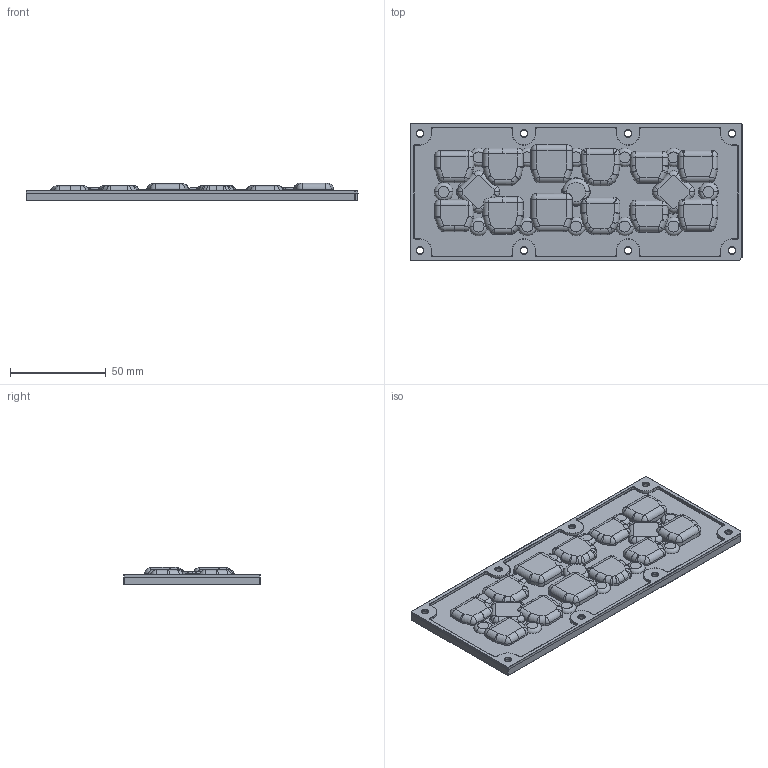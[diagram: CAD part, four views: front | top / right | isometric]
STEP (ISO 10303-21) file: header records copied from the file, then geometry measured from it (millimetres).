
FILE_DESCRIPTION (( 'STEP AP214' ), '1' );
FILE_NAME ('ﾃﾗ-AMT-ST-173x70-5050(12)-ﾒ2ﾌ-R.STEP', '2023-01-12T11:21:20', ( '' ), ( '' ), 'SwSTEP 2.0', 'SolidWorks 2019', '' );
FILE_SCHEMA (( 'AUTOMOTIVE_DESIGN' ));
Products named in the file (1): ﾃﾗ-AMT-ST-173x70-5050(12)-ﾒ2ﾌ-R
Bounding box: 173 x 71.4 x 9.07 mm (x, y, z)
Volume: 43547.2 mm3; surface area: 33490.2 mm2
Topology: 1 solids, 1 shells, 1684 faces, 4215 edges, 2561 vertices
Faces by surface type: cylinder 467, bspline 443, plane 331, torus 194, cone 137, sphere 112
Entity records: 58376 total; most frequent: CARTESIAN_POINT 21157, ORIENTED_EDGE 8364, DIRECTION 7108, EDGE_CURVE 4182, AXIS2_PLACEMENT_3D 2772, VERTEX_POINT 2558, EDGE_LOOP 1758, FACE_OUTER_BOUND 1684
